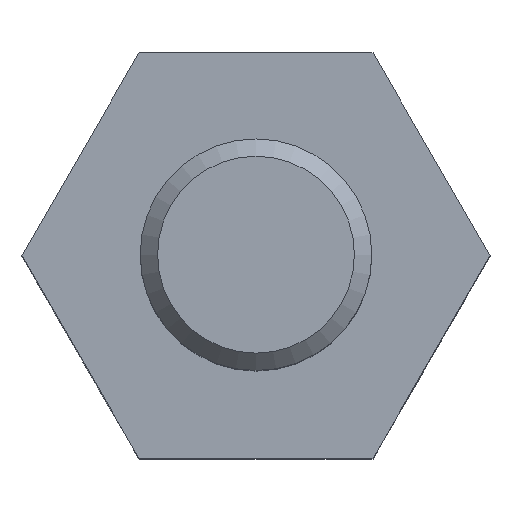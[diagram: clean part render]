
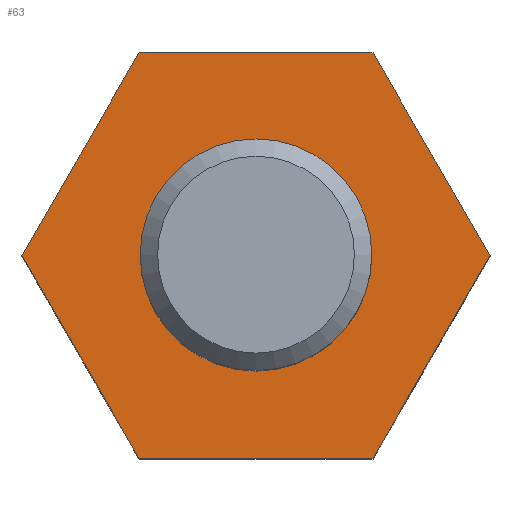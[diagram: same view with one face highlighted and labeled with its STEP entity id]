
A CAD part, top view. The second image highlights one B-rep face of the part: STEP entity #63.
In plain terms, the highlighted planar face has unit normal (0, 0, 1).
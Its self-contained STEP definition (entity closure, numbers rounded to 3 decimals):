
#63 = ADVANCED_FACE( '', ( #140, #141 ), #142, .T. );
#140 = FACE_BOUND( '', #234, .T. );
#141 = FACE_OUTER_BOUND( '', #235, .T. );
#142 = PLANE( '', #236 );
#234 = EDGE_LOOP( '', ( #344 ) );
#235 = EDGE_LOOP( '', ( #345, #346, #347, #348, #349, #350 ) );
#236 = AXIS2_PLACEMENT_3D( '', #351, #352, #353 );
#344 = ORIENTED_EDGE( '', *, *, #497, .T. );
#345 = ORIENTED_EDGE( '', *, *, #504, .T. );
#346 = ORIENTED_EDGE( '', *, *, #505, .T. );
#347 = ORIENTED_EDGE( '', *, *, #506, .T. );
#348 = ORIENTED_EDGE( '', *, *, #507, .T. );
#349 = ORIENTED_EDGE( '', *, *, #508, .T. );
#350 = ORIENTED_EDGE( '', *, *, #483, .T. );
#351 = CARTESIAN_POINT( '', ( 0., 0., 10. ) );
#352 = DIRECTION( '', ( 0., 0., 1. ) );
#353 = DIRECTION( '', ( 1., 0., 0. ) );
#483 = EDGE_CURVE( '', #553, #551, #554, .T. );
#497 = EDGE_CURVE( '', #574, #574, #575, .F. );
#504 = EDGE_CURVE( '', #551, #586, #587, .T. );
#505 = EDGE_CURVE( '', #586, #588, #589, .T. );
#506 = EDGE_CURVE( '', #588, #590, #591, .T. );
#507 = EDGE_CURVE( '', #590, #592, #593, .T. );
#508 = EDGE_CURVE( '', #592, #553, #594, .T. );
#551 = VERTEX_POINT( '', #653 );
#553 = VERTEX_POINT( '', #656 );
#554 = LINE( '', #657, #658 );
#574 = VERTEX_POINT( '', #691 );
#575 = CIRCLE( '', #692, 1.852 );
#586 = VERTEX_POINT( '', #717 );
#587 = LINE( '', #718, #719 );
#588 = VERTEX_POINT( '', #720 );
#589 = LINE( '', #721, #722 );
#590 = VERTEX_POINT( '', #723 );
#591 = LINE( '', #724, #725 );
#592 = VERTEX_POINT( '', #726 );
#593 = LINE( '', #727, #728 );
#594 = LINE( '', #729, #730 );
#653 = CARTESIAN_POINT( '', ( 2.021, 3.5, 10. ) );
#656 = CARTESIAN_POINT( '', ( 4.041, 0., 10. ) );
#657 = CARTESIAN_POINT( '', ( 4.041, 0., 10. ) );
#658 = VECTOR( '', #826, 1000. );
#691 = CARTESIAN_POINT( '', ( 1.852, 0., 10. ) );
#692 = AXIS2_PLACEMENT_3D( '', #843, #844, #845 );
#717 = CARTESIAN_POINT( '', ( -2.021, 3.5, 10. ) );
#718 = CARTESIAN_POINT( '', ( 2.021, 3.5, 10. ) );
#719 = VECTOR( '', #852, 1000. );
#720 = CARTESIAN_POINT( '', ( -4.041, 0., 10. ) );
#721 = CARTESIAN_POINT( '', ( -2.021, 3.5, 10. ) );
#722 = VECTOR( '', #853, 1000. );
#723 = CARTESIAN_POINT( '', ( -2.021, -3.5, 10. ) );
#724 = CARTESIAN_POINT( '', ( -4.041, 0., 10. ) );
#725 = VECTOR( '', #854, 1000. );
#726 = CARTESIAN_POINT( '', ( 2.021, -3.5, 10. ) );
#727 = CARTESIAN_POINT( '', ( -2.021, -3.5, 10. ) );
#728 = VECTOR( '', #855, 1000. );
#729 = CARTESIAN_POINT( '', ( 2.021, -3.5, 10. ) );
#730 = VECTOR( '', #856, 1000. );
#826 = DIRECTION( '', ( -0.5, 0.866, 0. ) );
#843 = CARTESIAN_POINT( '', ( 0., 0., 10. ) );
#844 = DIRECTION( '', ( 0., 0., 1. ) );
#845 = DIRECTION( '', ( 1., 0., 0. ) );
#852 = DIRECTION( '', ( -1., 0., 0. ) );
#853 = DIRECTION( '', ( -0.5, -0.866, 0. ) );
#854 = DIRECTION( '', ( 0.5, -0.866, 0. ) );
#855 = DIRECTION( '', ( 1., 0., 0. ) );
#856 = DIRECTION( '', ( 0.5, 0.866, 0. ) );
